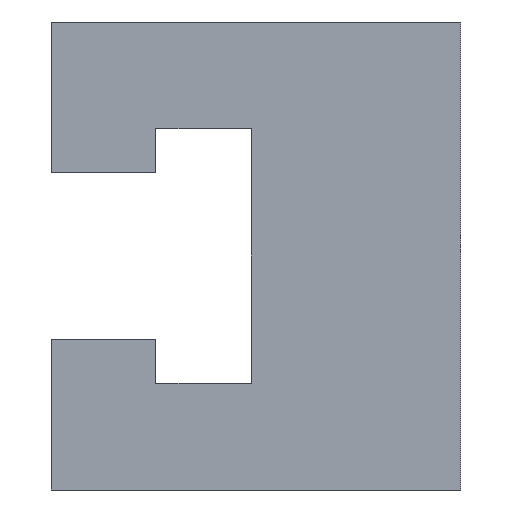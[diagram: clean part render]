
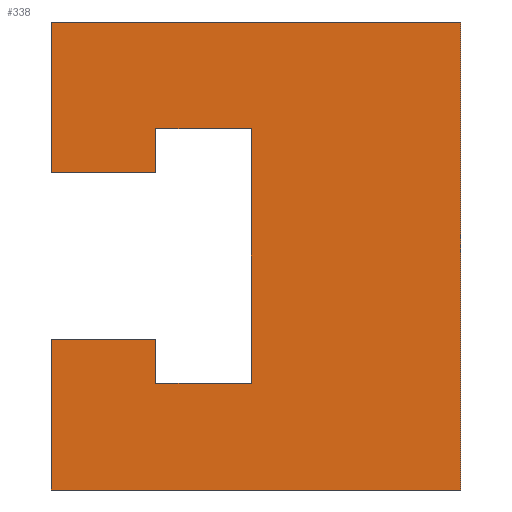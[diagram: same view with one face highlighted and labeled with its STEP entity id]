
A CAD part, left-side view. The second image highlights one B-rep face of the part: STEP entity #338.
In plain terms, the highlighted planar face has unit normal (-1, 0, 0).
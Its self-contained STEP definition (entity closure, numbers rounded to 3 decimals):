
#1=CARTESIAN_POINT('POINT1',(-60.,8.551,
   -7.119));
#2=VERTEX_POINT('VERTEX1',#1);
#19=CARTESIAN_POINT('POINT4',(-60.,17.5,-7.119
   ));
#20=VERTEX_POINT('VERTEX4',#19);
#27=CARTESIAN_POINT('POS4',(-60.,-4.271,
   -7.119));
#28=DIRECTION('DIR4',(0.,-1.,0.));
#29=VECTOR('VEC4',#28,1.);
#30=LINE('STRAIGHT4',#27,#29);
#31=EDGE_CURVE('EDGE4',#20,#2,#30,.T.);
#49=CARTESIAN_POINT('POINT6',(-60.,17.5,-20.));
#50=VERTEX_POINT('VERTEX6',#49);
#57=CARTESIAN_POINT('POS8',(-60.,17.5,-10.));
#58=DIRECTION('DIR9',(0.,0.,1.));
#59=VECTOR('VEC7',#58,1.);
#60=LINE('STRAIGHT7',#57,#59);
#61=EDGE_CURVE('EDGE7',#50,#20,#60,.T.);
#80=CARTESIAN_POINT('POINT8',(-60.,-17.5,-20.));
#81=VERTEX_POINT('VERTEX8',#80);
#88=CARTESIAN_POINT('POS12',(-60.,-8.75,-20.));
#89=DIRECTION('DIR14',(0.,1.,0.));
#90=VECTOR('VEC10',#89,1.);
#91=LINE('STRAIGHT10',#88,#90);
#92=EDGE_CURVE('EDGE10',#81,#50,#91,.T.);
#111=CARTESIAN_POINT('POINT10',(-60.,-17.5,20.));
#112=VERTEX_POINT('VERTEX10',#111);
#119=CARTESIAN_POINT('POS16',(-60.,-17.5,-10.));
#120=DIRECTION('DIR19',(0.,0.,-1.));
#121=VECTOR('VEC13',#120,1.);
#122=LINE('STRAIGHT13',#119,#121);
#123=EDGE_CURVE('EDGE13',#112,#81,#122,.T.);
#142=CARTESIAN_POINT('POINT12',(-60.,17.5,20.));
#143=VERTEX_POINT('VERTEX12',#142);
#150=CARTESIAN_POINT('POS20',(-60.,-8.75,20.));
#151=DIRECTION('DIR24',(0.,-1.,0.));
#152=VECTOR('VEC16',#151,1.);
#153=LINE('STRAIGHT16',#150,#152);
#154=EDGE_CURVE('EDGE16',#143,#112,#153,.T.);
#169=CARTESIAN_POINT('POINT14',(-60.,17.5,
   7.119));
#170=VERTEX_POINT('VERTEX14',#169);
#177=EDGE_CURVE('EDGE19',#170,#143,#60,.T.);
#185=CARTESIAN_POINT('POINT16',(-60.,8.551,
   7.119));
#186=VERTEX_POINT('VERTEX16',#185);
#193=CARTESIAN_POINT('POS24',(-60.,-4.271,
   7.119));
#194=DIRECTION('DIR29',(0.,1.,0.));
#195=VECTOR('VEC19',#194,1.);
#196=LINE('STRAIGHT19',#193,#195);
#197=EDGE_CURVE('EDGE21',#186,#170,#196,.T.);
#222=CARTESIAN_POINT('POINT18',(-60.,8.551,
   10.881));
#223=VERTEX_POINT('VERTEX18',#222);
#230=CARTESIAN_POINT('POS29',(-60.,8.551,
   -5.5));
#231=DIRECTION('DIR35',(0.,0.,1.));
#232=VECTOR('VEC23',#231,1.);
#233=LINE('STRAIGHT23',#230,#232);
#234=EDGE_CURVE('EDGE25',#186,#223,#233,.T.);
#253=CARTESIAN_POINT('POINT20',(-60.,0.415,
   10.881));
#254=VERTEX_POINT('VERTEX20',#253);
#261=CARTESIAN_POINT('POS33',(-60.,-6.508,
   10.881));
#262=DIRECTION('DIR40',(0.,-1.,0.));
#263=VECTOR('VEC26',#262,1.);
#264=LINE('STRAIGHT26',#261,#263);
#265=EDGE_CURVE('EDGE28',#223,#254,#264,.T.);
#284=CARTESIAN_POINT('POINT22',(-60.,0.415,
   -10.881));
#285=VERTEX_POINT('VERTEX22',#284);
#292=CARTESIAN_POINT('POS37',(-60.,0.415,
   -5.5));
#293=DIRECTION('DIR45',(0.,0.,-1.));
#294=VECTOR('VEC29',#293,1.);
#295=LINE('STRAIGHT29',#292,#294);
#296=EDGE_CURVE('EDGE31',#254,#285,#295,.T.);
#307=CARTESIAN_POINT('POINT23',(-60.,8.551,
   -10.881));
#308=VERTEX_POINT('VERTEX23',#307);
#309=CARTESIAN_POINT('POS39',(-60.,8.551,
   -14.5));
#310=DIRECTION('DIR48',(0.,0.,1.));
#311=VECTOR('VEC30',#310,1.);
#312=LINE('STRAIGHT30',#309,#311);
#313=EDGE_CURVE('EDGE32',#308,#2,#312,.T.);
#314=ORIENTED_EDGE('COEDGE41',*,*,#313,.T.);
#315=ORIENTED_EDGE('COEDGE42',*,*,#31,.F.);
#316=ORIENTED_EDGE('COEDGE43',*,*,#61,.F.);
#317=ORIENTED_EDGE('COEDGE44',*,*,#92,.F.);
#318=ORIENTED_EDGE('COEDGE45',*,*,#123,.F.);
#319=ORIENTED_EDGE('COEDGE46',*,*,#154,.F.);
#320=ORIENTED_EDGE('COEDGE47',*,*,#177,.F.);
#321=ORIENTED_EDGE('COEDGE48',*,*,#197,.F.);
#322=ORIENTED_EDGE('COEDGE49',*,*,#234,.T.);
#323=ORIENTED_EDGE('COEDGE50',*,*,#265,.T.);
#324=ORIENTED_EDGE('COEDGE51',*,*,#296,.T.);
#325=CARTESIAN_POINT('POS40',(-60.,-6.508,
   -10.881));
#326=DIRECTION('DIR49',(0.,1.,0.));
#327=VECTOR('VEC31',#326,1.);
#328=LINE('STRAIGHT31',#325,#327);
#329=EDGE_CURVE('EDGE33',#285,#308,#328,.T.);
#330=ORIENTED_EDGE('COEDGE52',*,*,#329,.T.);
#331=EDGE_LOOP('NONE',(#314,#315,#316,#317,#318,#319,#320,#321,#322,#323
   ,#324,#330));
#332=FACE_BOUND('LOOP1',#331,.T.);
#333=CARTESIAN_POINT('POS41',(-60.,-17.5,-20.));
#334=DIRECTION('DIR50',(-1.,0.,0.));
#335=DIRECTION('DIR51',(0.,1.,0.));
#336=AXIS2_PLACEMENT_3D('AXIS10',#333,#334,#335);
#337=PLANE('PLANE10',#336);
#338=ADVANCED_FACE('FACE11',(#332),#337,.T.);
